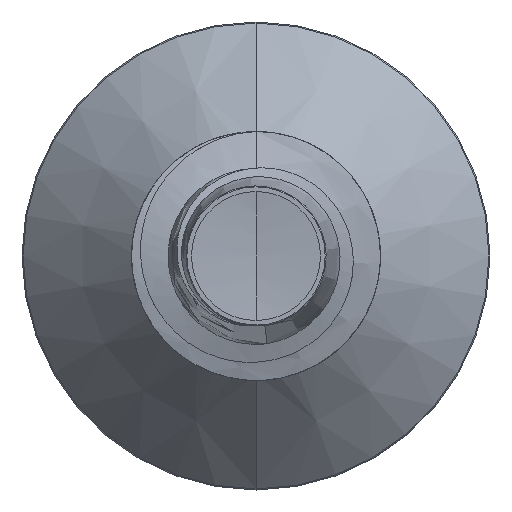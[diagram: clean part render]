
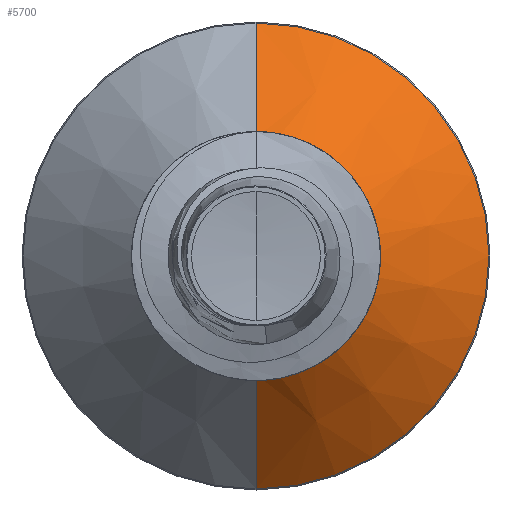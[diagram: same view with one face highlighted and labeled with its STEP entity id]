
A CAD part, front view. The second image highlights one B-rep face of the part: STEP entity #5700.
In plain terms, the highlighted conical face has half-angle 45 degrees and reference radius 1.189 mm.
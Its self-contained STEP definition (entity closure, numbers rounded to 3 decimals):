
#15 = DIRECTION ( 'NONE',  ( 0., 0., 1. ) ) ;
#79 = CARTESIAN_POINT ( 'NONE',  ( 0., 10.789, 0. ) ) ;
#164 = DIRECTION ( 'NONE',  ( 0., 1., 0. ) ) ;
#484 = VERTEX_POINT ( 'NONE', #17581 ) ;
#1049 = AXIS2_PLACEMENT_3D ( 'NONE', #1426, #1515, #1696 ) ;
#1266 = ORIENTED_EDGE ( 'NONE', *, *, #22819, .T. ) ;
#1426 = CARTESIAN_POINT ( 'NONE',  ( 0., 10.789, 0. ) ) ;
#1515 = DIRECTION ( 'NONE',  ( 0., 1., 0. ) ) ;
#1696 = DIRECTION ( 'NONE',  ( 0., 0., 1. ) ) ;
#1772 = AXIS2_PLACEMENT_3D ( 'NONE', #9519, #9427, #9382 ) ;
#2584 = CIRCLE ( 'NONE', #1772, 2.339 ) ;
#4743 = DIRECTION ( 'NONE',  ( 0., 0.707, -0.707 ) ) ;
#5025 = FACE_OUTER_BOUND ( 'NONE', #14736, .T. ) ;
#5040 = CARTESIAN_POINT ( 'NONE',  ( 0., 10.789, -1.189 ) ) ;
#5700 = ADVANCED_FACE ( 'NONE', ( #5025 ), #15948, .T. ) ;
#6575 = DIRECTION ( 'NONE',  ( 0., 0.707, 0.707 ) ) ;
#6694 = CARTESIAN_POINT ( 'NONE',  ( 0., 10.789, 1.189 ) ) ;
#7879 = CIRCLE ( 'NONE', #1049, 1.189 ) ;
#8041 = ORIENTED_EDGE ( 'NONE', *, *, #23147, .T. ) ;
#8595 = VERTEX_POINT ( 'NONE', #23924 ) ;
#9382 = DIRECTION ( 'NONE',  ( 0., 0., 1. ) ) ;
#9427 = DIRECTION ( 'NONE',  ( 0., 1., 0. ) ) ;
#9519 = CARTESIAN_POINT ( 'NONE',  ( 0., 11.939, 0. ) ) ;
#11232 = VECTOR ( 'NONE', #4743, 1000. ) ;
#13358 = CARTESIAN_POINT ( 'NONE',  ( 0., 10.789, -1.189 ) ) ;
#13393 = ORIENTED_EDGE ( 'NONE', *, *, #22294, .F. ) ;
#14736 = EDGE_LOOP ( 'NONE', ( #1266, #8041, #18359, #13393 ) ) ;
#15948 = CONICAL_SURFACE ( 'NONE', #21965, 1.189, 0.785 ) ;
#17581 = CARTESIAN_POINT ( 'NONE',  ( 0., 11.939, -2.339 ) ) ;
#18359 = ORIENTED_EDGE ( 'NONE', *, *, #22240, .F. ) ;
#19521 = LINE ( 'NONE', #6694, #22828 ) ;
#20450 = CARTESIAN_POINT ( 'NONE',  ( 0., 11.939, 2.339 ) ) ;
#21278 = VERTEX_POINT ( 'NONE', #13358 ) ;
#21965 = AXIS2_PLACEMENT_3D ( 'NONE', #79, #164, #15 ) ;
#22240 = EDGE_CURVE ( 'NONE', #24729, #484, #2584, .T. ) ;
#22294 = EDGE_CURVE ( 'NONE', #8595, #24729, #19521, .T. ) ;
#22819 = EDGE_CURVE ( 'NONE', #8595, #21278, #7879, .T. ) ;
#22828 = VECTOR ( 'NONE', #6575, 1000. ) ;
#23147 = EDGE_CURVE ( 'NONE', #21278, #484, #24019, .T. ) ;
#23924 = CARTESIAN_POINT ( 'NONE',  ( 0., 10.789, 1.189 ) ) ;
#24019 = LINE ( 'NONE', #5040, #11232 ) ;
#24729 = VERTEX_POINT ( 'NONE', #20450 ) ;
